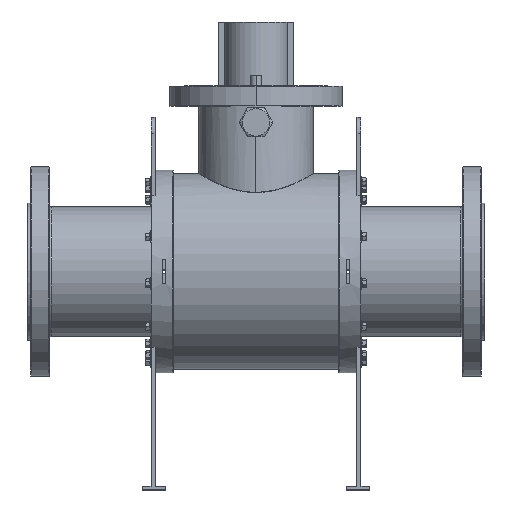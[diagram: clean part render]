
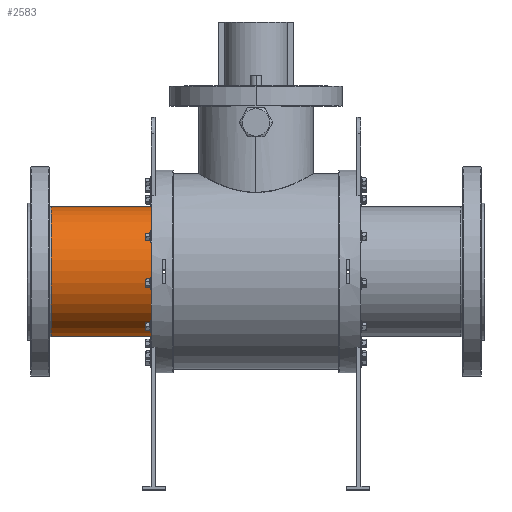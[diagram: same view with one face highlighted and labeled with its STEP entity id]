
A CAD part, top view. The second image highlights one B-rep face of the part: STEP entity #2583.
In plain terms, the highlighted cylindrical face has radius 178.5 mm (diameter 357 mm), a partial arc.
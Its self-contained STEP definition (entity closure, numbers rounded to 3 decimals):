
#518 = DIRECTION ( 'NONE',  ( 0., -1., 0. ) ) ;
#580 = CARTESIAN_POINT ( 'NONE',  ( -563.5, -178.5, 0. ) ) ;
#976 = VECTOR ( 'NONE', #13998, 1000. ) ;
#987 = AXIS2_PLACEMENT_3D ( 'NONE', #1062, #5413, #5690 ) ;
#1048 = ORIENTED_EDGE ( 'NONE', *, *, #8980, .F. ) ;
#1062 = CARTESIAN_POINT ( 'NONE',  ( -287.5, 0., 0. ) ) ;
#1084 = CARTESIAN_POINT ( 'NONE',  ( -563.5, 0., 0. ) ) ;
#1238 = ORIENTED_EDGE ( 'NONE', *, *, #9571, .T. ) ;
#1503 = AXIS2_PLACEMENT_3D ( 'NONE', #2338, #10401, #10466 ) ;
#1560 = CARTESIAN_POINT ( 'NONE',  ( -563.5, 178.5, 0. ) ) ;
#1630 = CARTESIAN_POINT ( 'NONE',  ( -287.5, -178.5, 0. ) ) ;
#2338 = CARTESIAN_POINT ( 'NONE',  ( -628.5, 0., 0. ) ) ;
#2343 = DIRECTION ( 'NONE',  ( 1., 0., 0. ) ) ;
#2583 = ADVANCED_FACE ( 'NONE', ( #3422 ), #5624, .T. ) ;
#2710 = CIRCLE ( 'NONE', #7530, 178.5 ) ;
#3422 = FACE_OUTER_BOUND ( 'NONE', #8474, .T. ) ;
#3660 = ORIENTED_EDGE ( 'NONE', *, *, #8767, .T. ) ;
#5413 = DIRECTION ( 'NONE',  ( -1., 0., 0. ) ) ;
#5624 = CYLINDRICAL_SURFACE ( 'NONE', #1503, 178.5 ) ;
#5628 = DIRECTION ( 'NONE',  ( -1., 0., 0. ) ) ;
#5690 = DIRECTION ( 'NONE',  ( 0., 0., 1. ) ) ;
#6139 = VECTOR ( 'NONE', #5628, 1000. ) ;
#6531 = EDGE_CURVE ( 'NONE', #12486, #11485, #7162, .T. ) ;
#6945 = VERTEX_POINT ( 'NONE', #1560 ) ;
#7162 = CIRCLE ( 'NONE', #987, 178.5 ) ;
#7530 = AXIS2_PLACEMENT_3D ( 'NONE', #1084, #2343, #518 ) ;
#7727 = ORIENTED_EDGE ( 'NONE', *, *, #6531, .T. ) ;
#8474 = EDGE_LOOP ( 'NONE', ( #7727, #1238, #3660, #1048 ) ) ;
#8521 = LINE ( 'NONE', #13330, #6139 ) ;
#8679 = LINE ( 'NONE', #10801, #976 ) ;
#8767 = EDGE_CURVE ( 'NONE', #6945, #10661, #2710, .T. ) ;
#8980 = EDGE_CURVE ( 'NONE', #12486, #10661, #8679, .T. ) ;
#9023 = CARTESIAN_POINT ( 'NONE',  ( -287.5, 178.5, 0. ) ) ;
#9571 = EDGE_CURVE ( 'NONE', #11485, #6945, #8521, .T. ) ;
#10401 = DIRECTION ( 'NONE',  ( -1., 0., 0. ) ) ;
#10466 = DIRECTION ( 'NONE',  ( 0., -1., 0. ) ) ;
#10661 = VERTEX_POINT ( 'NONE', #580 ) ;
#10801 = CARTESIAN_POINT ( 'NONE',  ( -628.5, -178.5, 0. ) ) ;
#11485 = VERTEX_POINT ( 'NONE', #9023 ) ;
#12486 = VERTEX_POINT ( 'NONE', #1630 ) ;
#13330 = CARTESIAN_POINT ( 'NONE',  ( -628.5, 178.5, 0. ) ) ;
#13998 = DIRECTION ( 'NONE',  ( -1., 0., 0. ) ) ;
